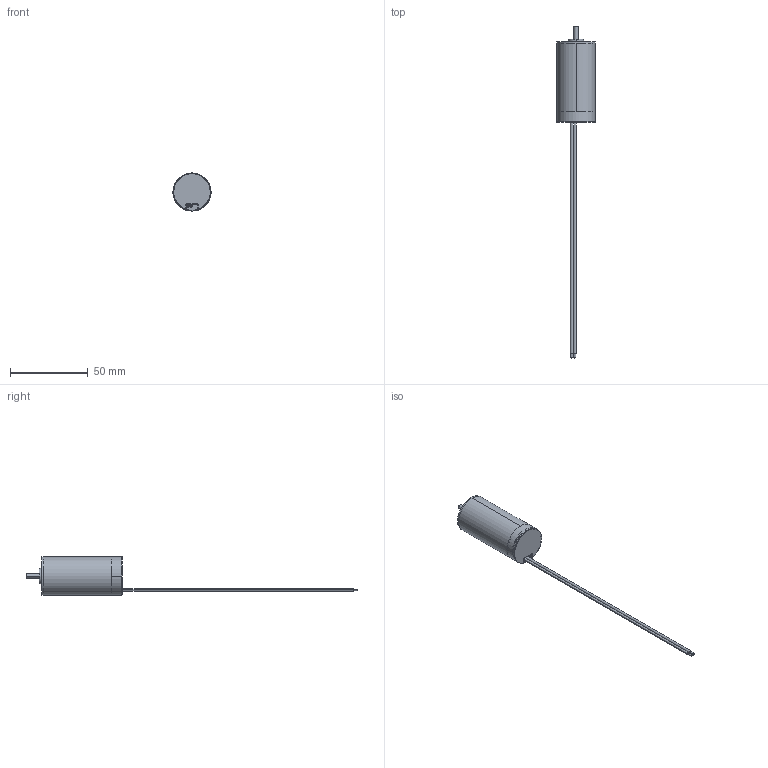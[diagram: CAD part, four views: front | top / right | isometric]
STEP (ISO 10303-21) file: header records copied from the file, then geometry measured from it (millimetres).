
FILE_DESCRIPTION (( 'STEP AP203' ), '1' );
FILE_NAME ('ECD2452S.STEP', '2018-06-05T06:23:53', ( 'Sky123.Org' ), ( 'Sky123.Org' ), 'SwSTEP 2.0', 'SolidWorks 2013', '' );
FILE_SCHEMA (( 'CONFIG_CONTROL_DESIGN' ));
Length unit declared in the file: millimetre
Products named in the file (7): 01.07.0008 儂褲; 01.01.0098 ヶ傷裔; 01.10.0392 粣; 01.02.0163 帣傷裔; 01.14.0107 傷赽盄; 01.02.0162 綴傷裔; ECD2452S
Assembly tree (6 placements, depth 2):
  ECD2452S
    01.07.0008 儂褲
    01.01.0098 ヶ傷裔
    01.10.0392 粣
    01.02.0163 帣傷裔
    01.14.0107 傷赽盄
    01.02.0162 綴傷裔
Bounding box: 24.5 x 213.5 x 24.5 mm (x, y, z)
Volume: 8451.3 mm3; surface area: 14193.2 mm2
Topology: 7 solids, 7 shells, 162 faces, 369 edges, 237 vertices
Faces by surface type: cylinder 96, plane 44, cone 14, torus 8
Entity records: 5427 total; most frequent: DIRECTION 910, CARTESIAN_POINT 821, ORIENTED_EDGE 738, AXIS2_PLACEMENT_3D 382, EDGE_CURVE 369, VERTEX_POINT 237, CIRCLE 211, EDGE_LOOP 198
